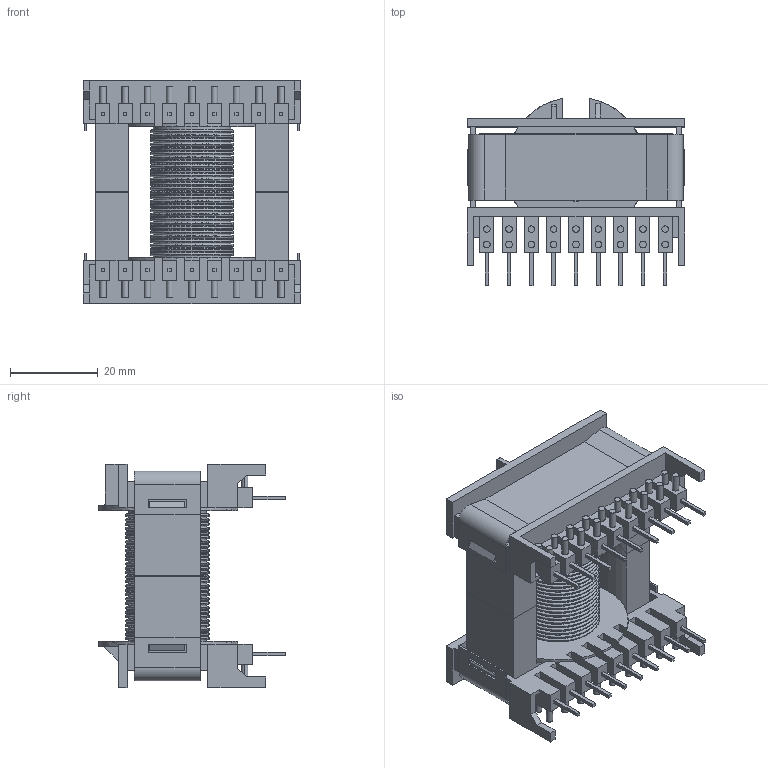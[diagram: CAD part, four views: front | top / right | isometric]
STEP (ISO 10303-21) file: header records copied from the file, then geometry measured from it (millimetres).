
FILE_DESCRIPTION (( 'STEP AP214' ), '1' );
FILE_NAME ('User Library-ETD44.STEP', '2016-06-27T16:01:07', ( 'Windows User' ), ( '' ), 'SwSTEP 2.0', 'SolidWorks 2016', '' );
FILE_SCHEMA (( 'AUTOMOTIVE_DESIGN' ));
Length unit declared in the file: millimetre
Products named in the file (5): User Library-ETD44_ETD44_Part4; User Library-ETD44_B66366B1018T001; User Library-ETD44_Yoke_(ETD44_Part3); User Library-ETD44_ETD44_Part2; User Library-ETD44
Assembly tree (6 placements, depth 2):
  User Library-ETD44
    User Library-ETD44_ETD44_Part2  x2
    User Library-ETD44_Yoke_(ETD44_Part3)  x2
    User Library-ETD44_B66366B1018T001
    User Library-ETD44_ETD44_Part4
Bounding box: 49.6 x 42.6 x 51 mm (x, y, z)
Volume: 32183.7 mm3; surface area: 31303.4 mm2
Topology: 52 solids, 52 shells, 604 faces, 1460 edges, 932 vertices
Faces by surface type: plane 383, bspline 116, cylinder 105
Entity records: 24570 total; most frequent: CARTESIAN_POINT 4533, ORIENTED_EDGE 2712, DIRECTION 2708, EDGE_CURVE 1356, LINE 918, VECTOR 918, AXIS2_PLACEMENT_3D 895, VERTEX_POINT 864
